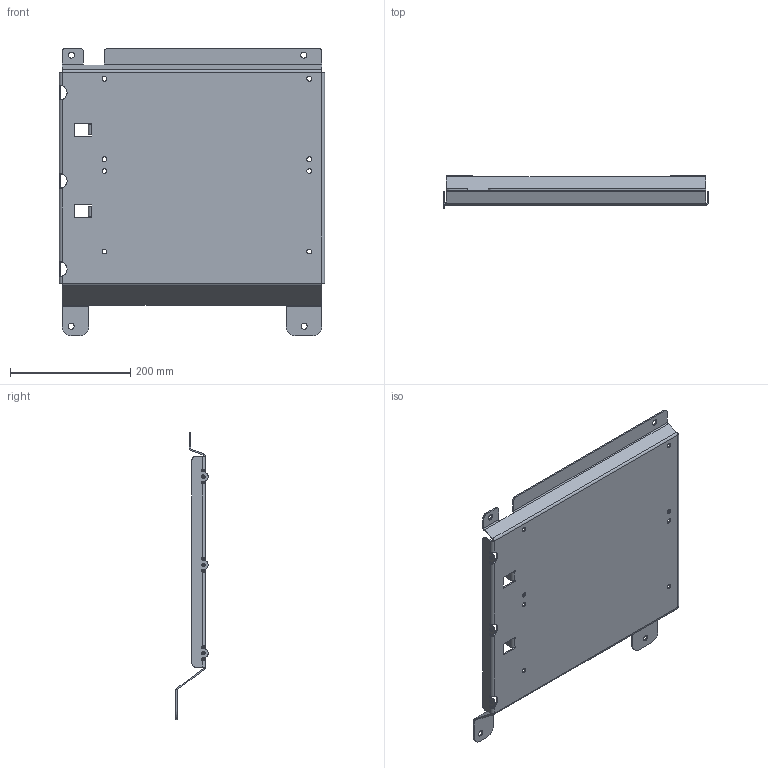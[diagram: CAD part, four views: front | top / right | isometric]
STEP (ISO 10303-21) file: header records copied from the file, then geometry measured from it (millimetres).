
FILE_DESCRIPTION(/* description */ (''),/* implementation_level */ '2;1');
FILE_NAME(/* name */ 'Prototype.stp',/* time_stamp */ '2022-08-18T00:16:06-04:00',/* author */ ('Windermac'),/* organization */ (''),/* preprocessor_version */ 'ST-DEVELOPER v16.5',/* originating_system */ 'Autodesk Inventor 2017',/* authorisation */ '');
FILE_SCHEMA (('AUTOMOTIVE_DESIGN { 1 0 10303 214 3 1 1 }'));
Length unit declared in the file: millimetre
Products named in the file (1): 47 Ah FoMoCo Aluminum Tray
Bounding box: 441.61 x 53.92 x 479.12 mm (x, y, z)
Volume: 506747 mm3; surface area: 446991.9 mm2
Topology: 1 solids, 1 shells, 160 faces, 423 edges, 259 vertices
Faces by surface type: plane 85, cylinder 69, bspline 6
Full cylindrical faces by diameter (mm): 6 x3, 7 x2, 8 x8, 10 x4
Entity records: 5882 total; most frequent: CARTESIAN_POINT 1857, DIRECTION 827, ORIENTED_EDGE 812, EDGE_CURVE 406, AXIS2_PLACEMENT_3D 296, VERTEX_POINT 259, LINE 235, VECTOR 235
